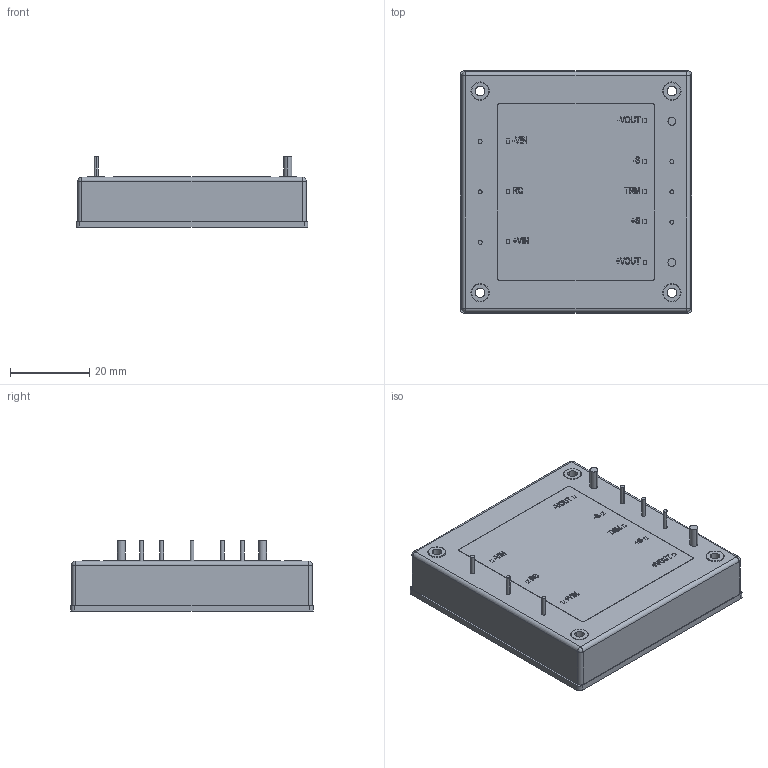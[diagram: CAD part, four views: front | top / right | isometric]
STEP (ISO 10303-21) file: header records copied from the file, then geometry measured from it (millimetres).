
FILE_DESCRIPTION(('CoCreate Modeling STEP Export'),'2;1');
FILE_NAME('DHS200-250(step).stp','2013-02-19T19:59:28',(''),(''),'CoCreate Modeling STEP processor for AP214 (Solid Model)','CoCreate Modeling 17.0 01-Apr-2010 (C) Parametric Technology GmbH','');
FILE_SCHEMA(('AUTOMOTIVE_DESIGN { 1 0 10303 214 1 1 1 1 }'));
Length unit declared in the file: millimetre
Products named in the file (2): DHS200-250
Assembly tree (1 placements, depth 2):
  DHS200-250
    DHS200-250
Bounding box: 58.4 x 61 x 17.7 mm (x, y, z)
Volume: 43873.4 mm3; surface area: 11770.8 mm2
Topology: 1 solids, 1 shells, 714 faces, 1957 edges, 1298 vertices
Faces by surface type: plane 654, cylinder 56, sphere 4
Entity records: 23051 total; most frequent: ORIENTED_EDGE 3906, CARTESIAN_POINT 3868, DIRECTION 3299, EDGE_CURVE 1953, VECTOR 1841, LINE 1841, VERTEX_POINT 1298, EDGE_LOOP 779
